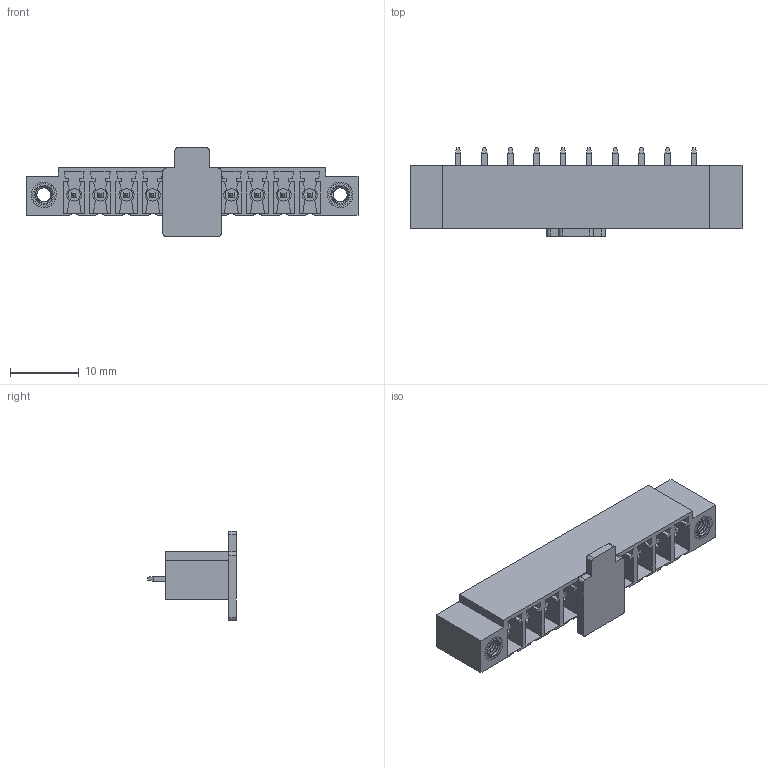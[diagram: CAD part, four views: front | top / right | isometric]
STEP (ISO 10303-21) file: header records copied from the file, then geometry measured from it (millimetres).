
FILE_DESCRIPTION(/* description */ ('Unknown'),/* implementation_level */ '2;1');
FILE_NAME(/* name */ '691701320010B',/* time_stamp */ '2024-12-12T15:21:03+01:00',/* author */ ('Unknown'),/* organization */ ('Unknown'),/* preprocessor_version */ 'ST-DEVELOPER v19.4',/* originating_system */ 'Solid Edge',/* authorisation */ 'Unknown');
FILE_SCHEMA (('MODEL_BASED_INTEGRATED_MANUFACTURING_SCHEMA','AUTOMOTIVE_DESIGN {1 0 10303 214 3 1 1}'));
Length unit declared in the file: millimetre
Products named in the file (5): 6917013200xxB; 691701320010B; 6917013200xxB_Flange; 6917013200xxB_Pins; 6917013200xxB_CAP
Assembly tree (14 placements, depth 2):
  6917013200xxB
    691701320010B
    6917013200xxB_Flange  x2
    6917013200xxB_Pins  x10
    6917013200xxB_CAP
Bounding box: 48.29 x 12.9 x 13 mm (x, y, z)
Volume: 1781.3 mm3; surface area: 4540 mm2
Topology: 14 solids, 14 shells, 966 faces, 2710 edges, 1766 vertices
Faces by surface type: plane 832, cylinder 122, cone 6, bspline 6
Full cylindrical faces by diameter (mm): 1.25 x10, 1.8 x10, 2.8 x2
Entity records: 26210 total; most frequent: CARTESIAN_POINT 6425, ORIENTED_EDGE 4218, DIRECTION 3823, EDGE_CURVE 2109, LINE 1873, VECTOR 1873, VERTEX_POINT 1398, AXIS2_PLACEMENT_3D 975
